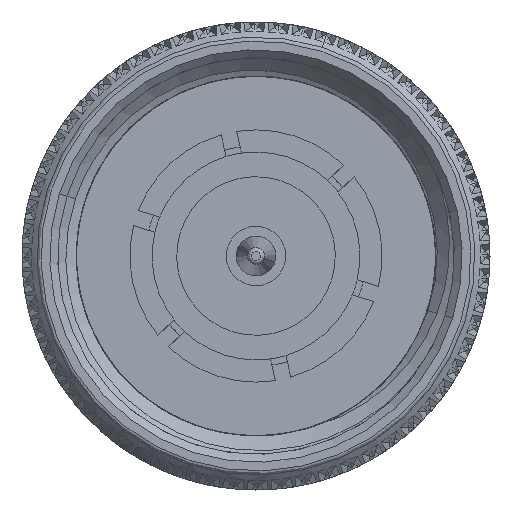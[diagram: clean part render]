
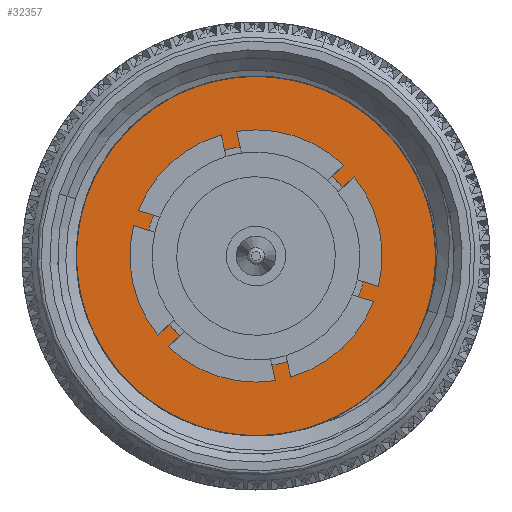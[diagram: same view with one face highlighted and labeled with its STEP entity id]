
A CAD part, left-side view. The second image highlights one B-rep face of the part: STEP entity #32357.
In plain terms, the highlighted planar face has unit normal (-1, 0, 0).
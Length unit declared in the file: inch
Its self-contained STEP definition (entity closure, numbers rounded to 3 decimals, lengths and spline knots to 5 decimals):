
#977 = CARTESIAN_POINT ( 'NONE',  ( 0.315, -0.12317, -0.20757 ) ) ;
#2019 = CARTESIAN_POINT ( 'NONE',  ( 0.315, -0.17094, -0.17372 ) ) ;
#2310 = CARTESIAN_POINT ( 'NONE',  ( 0.315, 0., 0. ) ) ;
#5146 = ORIENTED_EDGE ( 'NONE', *, *, #14504, .F. ) ;
#6729 = DIRECTION ( 'NONE',  ( 0., -1., 0. ) ) ;
#6853 = CARTESIAN_POINT ( 'NONE',  ( 0.315, 0.17294, -0.148 ) ) ;
#7536 = CARTESIAN_POINT ( 'NONE',  ( 0.315, 0.14024, -0.18174 ) ) ;
#8530 = CARTESIAN_POINT ( 'NONE',  ( 0.315, -0.2023, -0.13917 ) ) ;
#8540 = CARTESIAN_POINT ( 'NONE',  ( 0.315, 0., 0. ) ) ;
#9116 = FACE_BOUND ( 'NONE', #40772, .T. ) ;
#9200 = CARTESIAN_POINT ( 'NONE',  ( 0.315, -0.23155, -0.08859 ) ) ;
#10194 = DIRECTION ( 'NONE',  ( 0., -1., 0. ) ) ;
#10582 = DIRECTION ( 'NONE',  ( -1., 0., 0. ) ) ;
#14248 = VERTEX_POINT ( 'NONE', #65766 ) ;
#14504 = EDGE_CURVE ( 'NONE', #74561, #63308, #18117, .T. ) ;
#14515 = B_SPLINE_CURVE_WITH_KNOTS ( 'NONE', 3,
 ( #48532, #16762, #39973, #56108, #32739, #17126 ),
 .UNSPECIFIED., .F., .F.,
 ( 4, 2, 4 ),
 ( 0., 0.00189, 0.00378 ),
 .UNSPECIFIED. ) ;
#15058 = CARTESIAN_POINT ( 'NONE',  ( 0.315, 0.12157, -0.19591 ) ) ;
#16406 = CARTESIAN_POINT ( 'NONE',  ( 0.315, -0.02259, -0.23588 ) ) ;
#16604 = CARTESIAN_POINT ( 'NONE',  ( 0.315, 0.25, 0. ) ) ;
#16762 = CARTESIAN_POINT ( 'NONE',  ( 0.315, 0.2268, -0.02482 ) ) ;
#16933 = VECTOR ( 'NONE', #6729, 39.37008 ) ;
#17126 = CARTESIAN_POINT ( 'NONE',  ( 0.315, 0.17973, -0.13833 ) ) ;
#17393 = PLANE ( 'NONE',  #63233 ) ;
#18117 = CIRCLE ( 'NONE', #100858, 0.139 ) ;
#18976 = FACE_OUTER_BOUND ( 'NONE', #31064, .T. ) ;
#19403 = CARTESIAN_POINT ( 'NONE',  ( 0.315, -0.24791, -0.03227 ) ) ;
#20040 = CARTESIAN_POINT ( 'NONE',  ( 0.315, -0.139, 0. ) ) ;
#22009 = B_SPLINE_CURVE_WITH_KNOTS ( 'NONE', 3,
 ( #62898, #6853, #69834, #101581, #7536, #15058, #70178, #78179, #38935, #46801, #101906, #62558, #16406, #57077, #71902, #41635, #24695, #95669, #977, #87399, #71550, #2019, #80572, #79535, #8530, #32362, #63572, #9200, #41319, #72237, #96361, #80904 ),
 .UNSPECIFIED., .F., .F.,
 ( 4, 2, 2, 2, 2, 2, 2, 2, 2, 2, 2, 2, 2, 2, 2, 4 ),
 ( 0., 0.00089, 0.00179, 0.00268, 0.00357, 0.00536, 0.00625, 0.00714, 0.00804, 0.00893, 0.00982, 0.01072, 0.01161, 0.0125, 0.0134, 0.01429 ),
 .UNSPECIFIED. ) ;
#24695 = CARTESIAN_POINT ( 'NONE',  ( 0.315, -0.09126, -0.22186 ) ) ;
#26615 = VERTEX_POINT ( 'NONE', #19403 ) ;
#27406 = DIRECTION ( 'NONE',  ( 0., -1., 0. ) ) ;
#31064 = EDGE_LOOP ( 'NONE', ( #50888, #67546, #43293, #64242, #75821 ) ) ;
#32357 = ADVANCED_FACE ( 'NONE', ( #18976, #9116 ), #17393, .T. ) ;
#32362 = CARTESIAN_POINT ( 'NONE',  ( 0.315, -0.21552, -0.11965 ) ) ;
#32369 = DIRECTION ( 'NONE',  ( -1., 0., 0. ) ) ;
#32739 = CARTESIAN_POINT ( 'NONE',  ( 0.315, 0.19487, -0.11866 ) ) ;
#34721 = DIRECTION ( 'NONE',  ( -1., 0., 0. ) ) ;
#35985 = CIRCLE ( 'NONE', #57770, 0.139 ) ;
#38816 = CARTESIAN_POINT ( 'NONE',  ( 0.315, 0., 0. ) ) ;
#38935 = CARTESIAN_POINT ( 'NONE',  ( 0.315, 0.08056, -0.2182 ) ) ;
#39940 = DIRECTION ( 'NONE',  ( 0., -1., 0. ) ) ;
#39973 = CARTESIAN_POINT ( 'NONE',  ( 0.315, 0.2227, -0.0496 ) ) ;
#40772 = EDGE_LOOP ( 'NONE', ( #5146, #86574 ) ) ;
#41319 = CARTESIAN_POINT ( 'NONE',  ( 0.315, -0.23591, -0.07778 ) ) ;
#41635 = CARTESIAN_POINT ( 'NONE',  ( 0.315, -0.08002, -0.22563 ) ) ;
#43293 = ORIENTED_EDGE ( 'NONE', *, *, #85045, .T. ) ;
#45690 = EDGE_CURVE ( 'NONE', #86175, #14248, #14515, .T. ) ;
#46137 = DIRECTION ( 'NONE',  ( -1., 0., 0. ) ) ;
#46801 = CARTESIAN_POINT ( 'NONE',  ( 0.315, 0.04734, -0.23019 ) ) ;
#48532 = CARTESIAN_POINT ( 'NONE',  ( 0.315, 0.2268, 0. ) ) ;
#49016 = LINE ( 'NONE', #38816, #16933 ) ;
#50888 = ORIENTED_EDGE ( 'NONE', *, *, #83226, .T. ) ;
#55632 = EDGE_CURVE ( 'NONE', #63308, #74561, #35985, .T. ) ;
#56108 = CARTESIAN_POINT ( 'NONE',  ( 0.315, 0.20673, -0.09651 ) ) ;
#57077 = CARTESIAN_POINT ( 'NONE',  ( 0.315, -0.04579, -0.23348 ) ) ;
#57517 = CARTESIAN_POINT ( 'NONE',  ( 0.315, 0., 0. ) ) ;
#57770 = AXIS2_PLACEMENT_3D ( 'NONE', #8540, #32369, #39940 ) ;
#57882 = AXIS2_PLACEMENT_3D ( 'NONE', #57517, #46137, #79870 ) ;
#62558 = CARTESIAN_POINT ( 'NONE',  ( 0.315, -0.01084, -0.23625 ) ) ;
#62898 = CARTESIAN_POINT ( 'NONE',  ( 0.315, 0.17973, -0.13833 ) ) ;
#63233 = AXIS2_PLACEMENT_3D ( 'NONE', #2310, #65250, #10194 ) ;
#63308 = VERTEX_POINT ( 'NONE', #20040 ) ;
#63572 = CARTESIAN_POINT ( 'NONE',  ( 0.315, -0.22135, -0.10953 ) ) ;
#63776 = CIRCLE ( 'NONE', #57882, 0.25 ) ;
#64242 = ORIENTED_EDGE ( 'NONE', *, *, #45690, .T. ) ;
#64302 = CARTESIAN_POINT ( 'NONE',  ( 0.315, 0., 0. ) ) ;
#65250 = DIRECTION ( 'NONE',  ( -1., 0., 0. ) ) ;
#65657 = DIRECTION ( 'NONE',  ( 0., -1., 0. ) ) ;
#65766 = CARTESIAN_POINT ( 'NONE',  ( 0.315, 0.17973, -0.13833 ) ) ;
#67546 = ORIENTED_EDGE ( 'NONE', *, *, #85505, .T. ) ;
#68166 = CARTESIAN_POINT ( 'NONE',  ( 0.315, -0.25, 0. ) ) ;
#69834 = CARTESIAN_POINT ( 'NONE',  ( 0.315, 0.16544, -0.15702 ) ) ;
#70178 = CARTESIAN_POINT ( 'NONE',  ( 0.315, 0.11178, -0.20223 ) ) ;
#71550 = CARTESIAN_POINT ( 'NONE',  ( 0.315, -0.15286, -0.18864 ) ) ;
#71902 = CARTESIAN_POINT ( 'NONE',  ( 0.315, -0.05727, -0.23143 ) ) ;
#72237 = CARTESIAN_POINT ( 'NONE',  ( 0.315, -0.24311, -0.05542 ) ) ;
#72781 = VERTEX_POINT ( 'NONE', #16604 ) ;
#74561 = VERTEX_POINT ( 'NONE', #94171 ) ;
#75086 = EDGE_CURVE ( 'NONE', #14248, #26615, #22009, .T. ) ;
#75821 = ORIENTED_EDGE ( 'NONE', *, *, #75086, .T. ) ;
#78179 = CARTESIAN_POINT ( 'NONE',  ( 0.315, 0.09131, -0.21337 ) ) ;
#79535 = CARTESIAN_POINT ( 'NONE',  ( 0.315, -0.19503, -0.1484 ) ) ;
#79870 = DIRECTION ( 'NONE',  ( 0., -1., 0. ) ) ;
#80572 = CARTESIAN_POINT ( 'NONE',  ( 0.315, -0.17936, -0.16566 ) ) ;
#80904 = CARTESIAN_POINT ( 'NONE',  ( 0.315, -0.24791, -0.03227 ) ) ;
#83226 = EDGE_CURVE ( 'NONE', #26615, #92872, #83594, .T. ) ;
#83594 = CIRCLE ( 'NONE', #89253, 0.25 ) ;
#85045 = EDGE_CURVE ( 'NONE', #72781, #86175, #49016, .T. ) ;
#85505 = EDGE_CURVE ( 'NONE', #92872, #72781, #63776, .T. ) ;
#86175 = VERTEX_POINT ( 'NONE', #90806 ) ;
#86574 = ORIENTED_EDGE ( 'NONE', *, *, #55632, .F. ) ;
#87399 = CARTESIAN_POINT ( 'NONE',  ( 0.315, -0.14317, -0.1955 ) ) ;
#89253 = AXIS2_PLACEMENT_3D ( 'NONE', #98377, #34721, #27406 ) ;
#90806 = CARTESIAN_POINT ( 'NONE',  ( 0.315, 0.2268, 0. ) ) ;
#92872 = VERTEX_POINT ( 'NONE', #68166 ) ;
#94171 = CARTESIAN_POINT ( 'NONE',  ( 0.315, 0.139, 0. ) ) ;
#95669 = CARTESIAN_POINT ( 'NONE',  ( 0.315, -0.11279, -0.21284 ) ) ;
#96361 = CARTESIAN_POINT ( 'NONE',  ( 0.315, -0.24593, -0.04391 ) ) ;
#98377 = CARTESIAN_POINT ( 'NONE',  ( 0.315, 0., 0. ) ) ;
#100858 = AXIS2_PLACEMENT_3D ( 'NONE', #64302, #10582, #65657 ) ;
#101581 = CARTESIAN_POINT ( 'NONE',  ( 0.315, 0.14913, -0.17387 ) ) ;
#101906 = CARTESIAN_POINT ( 'NONE',  ( 0.315, 0.02449, -0.23471 ) ) ;
